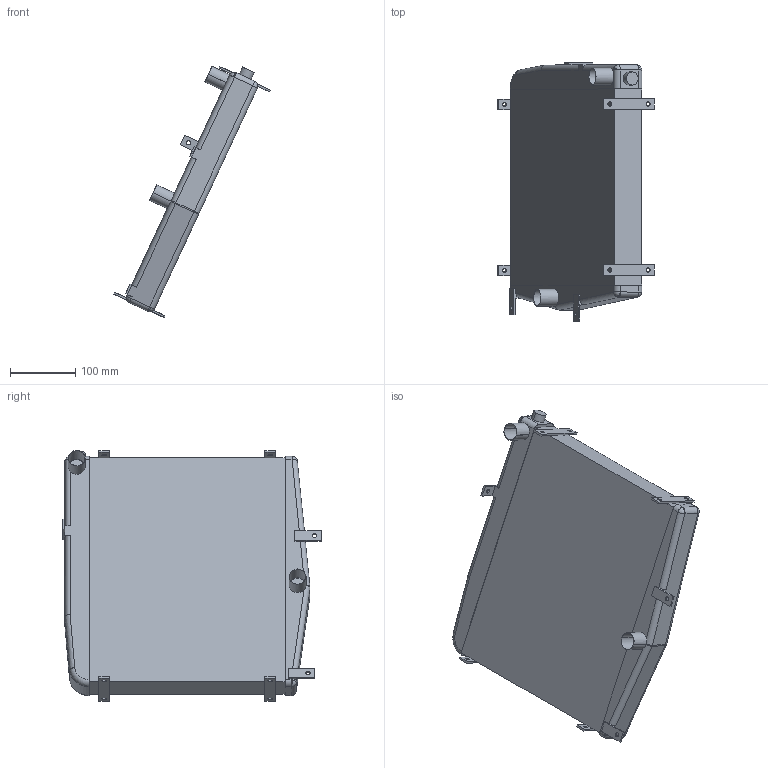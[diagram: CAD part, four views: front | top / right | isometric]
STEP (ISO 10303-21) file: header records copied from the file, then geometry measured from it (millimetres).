
FILE_DESCRIPTION(('CATIA V5 STEP Exchange'),'2;1');
FILE_NAME('radiator.stp','2018-04-01T17:30:02+00:00',('none'),('none'),'CATIA Version 5 Release 17 (IN-10)','CATIA V5 STEP AP203','none');
FILE_SCHEMA(('CONFIG_CONTROL_DESIGN'));
Length unit declared in the file: millimetre
Products named in the file (1): Product1
Assembly tree (1 placements, depth 2):
  Product1
    #56
Bounding box: 239.32 x 395 x 384.02 mm (x, y, z)
Volume: 6243314.6 mm3; surface area: 360624.1 mm2
Topology: 1 solids, 1 shells, 146 faces, 379 edges, 225 vertices
Faces by surface type: plane 73, cylinder 55, sphere 14, torus 2, bspline 2
Entity records: 5070 total; most frequent: CARTESIAN_POINT 1789, ORIENTED_EDGE 728, DIRECTION 522, EDGE_CURVE 364, VECTOR 230, LINE 230, VERTEX_POINT 225, AXIS2_PLACEMENT_3D 180
